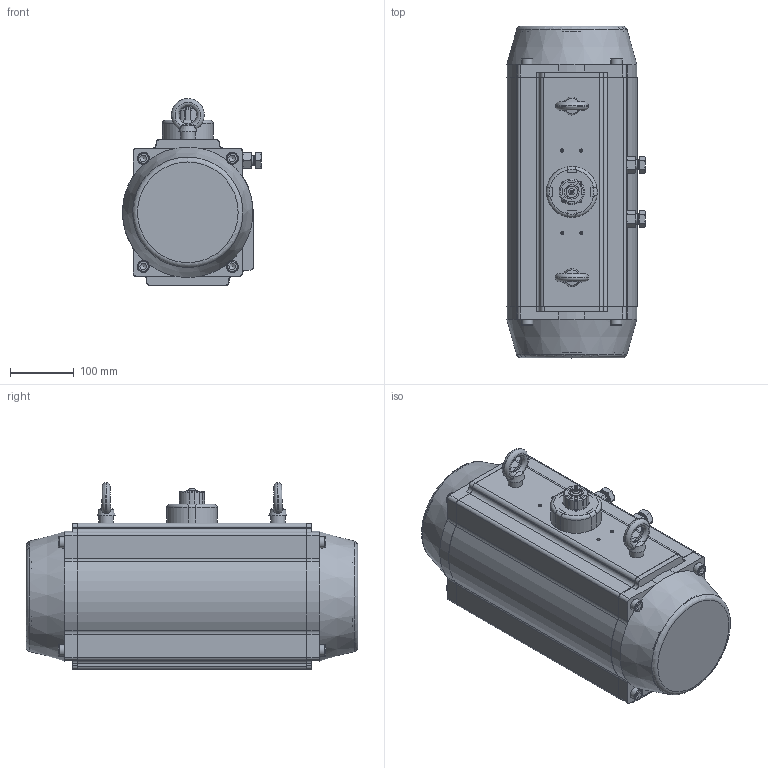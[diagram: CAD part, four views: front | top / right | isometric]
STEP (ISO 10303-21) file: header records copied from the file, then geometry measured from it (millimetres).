
FILE_DESCRIPTION(/* description */ (''),/* implementation_level */ '2;1');
FILE_NAME(/* name */ 'C-190DA（F14-27x27五角）.step',/* time_stamp */ '2026-02-05T15:27:18+08:00',/* author */ (''),/* organization */ (''),/* preprocessor_version */ 'ST-DEVELOPER v16',/* originating_system */ 'SIEMENS PLM Software NX 10.0',/* authorisation */ '');
FILE_SCHEMA (('AUTOMOTIVE_DESIGN { 1 0 10303 214 3 1 1 1 }'));
Length unit declared in the file: millimetre
Products named in the file (17): Guide Piston-C-190; Bearing-piston; O-ring piston; 指示器螺钉; 指示器垫片; 金属条指示器92-105; Indicator-270; Adjust screw; Nut adjust screw; Lug; Lug bearing; C-190-02; End-cap screw; C-190-04（27x27八角); C-190-01; C-190-03_MODEL; C-190
Assembly tree (29 placements, depth 3):
  C-190
    C-190-01
    C-190-04（27x27八角)
    End-cap screw  x8
    C-190-02  x2
    Lug bearing  x2
    Lug  x2
    Nut adjust screw  x2
    C-190-03_MODEL  x2
      O-ring piston
      Bearing-piston
      Guide Piston-C-190
    Adjust screw  x2
    Indicator-270
    金属条指示器92-105
    指示器垫片
    指示器螺钉
Bounding box: 218.58 x 522 x 293.94 mm (x, y, z)
Volume: 9304720.5 mm3; surface area: 1708338.8 mm2
Topology: 56 solids, 56 shells, 2119 faces, 5633 edges, 3692 vertices
Faces by surface type: plane 868, cylinder 844, cone 188, torus 122, extrusion 60, bspline 37
Full cylindrical faces by diameter (mm): 4.2 x8, 5 x1, 6 x3, 6.5 x1, 8 x3, 9 x2, 10 x1, 10.104 x8, 10.105 x2, 10.106 x10, 10.3 x10, 12 x18, 12.1 x2, 12.5 x2, 13.5 x8, 13.835 x2, 14 x8, 14.374 x2, 14.376 x2, 16 x6, 16.001 x2, 17.8 x1, 18 x8, 19 x8, 22.8 x1, 23 x2, 28 x2, 40 x1, 44.3 x1, 45.8 x1
Entity records: 48690 total; most frequent: CARTESIAN_POINT 15058, ORIENTED_EDGE 6760, DIRECTION 6739, EDGE_CURVE 3380, AXIS2_PLACEMENT_3D 2524, VERTEX_POINT 2349, VECTOR 1691, EDGE_LOOP 1671
